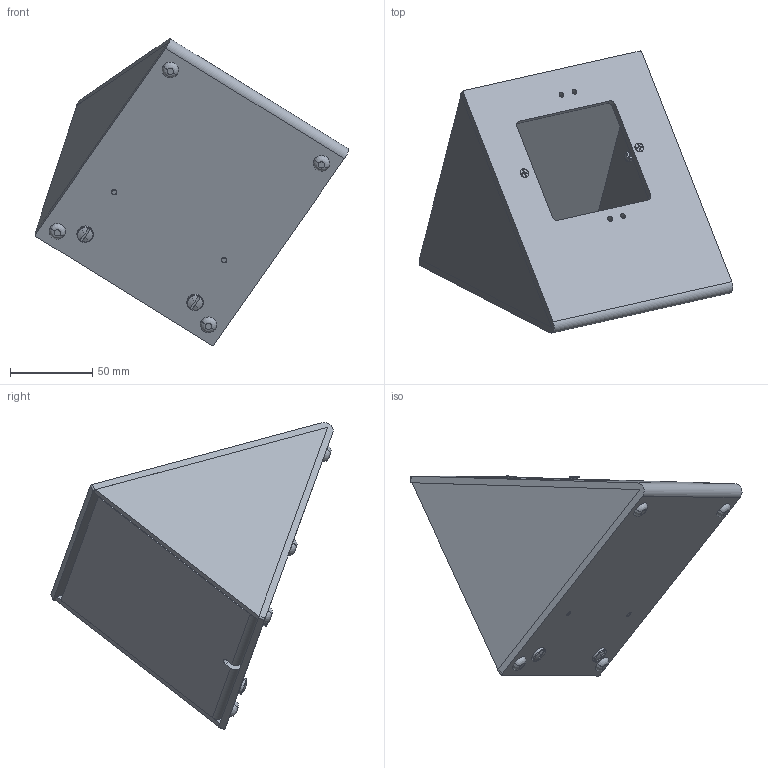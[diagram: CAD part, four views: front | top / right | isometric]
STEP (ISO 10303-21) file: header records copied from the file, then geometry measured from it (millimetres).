
FILE_DESCRIPTION(('CATIA V5 STEP Exchange'),'2;1');
FILE_NAME('VI-BASE1.stp','2024-03-21T09:25:11+00:00',('none'),('none'),'CATIA Version 5-6 Release 2016 SP6','CATIA V5 STEP AP203','none');
FILE_SCHEMA(('CONFIG_CONTROL_DESIGN'));
Length unit declared in the file: millimetre
Products named in the file (2): VI-BASE1; AS2462@
Assembly tree (10 placements, depth 3):
  VI-BASE1
    AS2462@
      #65
      #2315
      #3128  x2
    #3698  x2
    #4371  x2
    #5035
Bounding box: 190.66 x 171.6 x 186.59 mm (x, y, z)
Volume: 283304.1 mm3; surface area: 154213.1 mm2
Topology: 14 solids, 14 shells, 225 faces, 543 edges, 358 vertices
Faces by surface type: plane 107, cylinder 70, torus 20, cone 12, revolution 8, sphere 8
Entity records: 5051 total; most frequent: CARTESIAN_POINT 1163, ORIENTED_EDGE 794, DIRECTION 646, EDGE_CURVE 397, AXIS2_PLACEMENT_3D 299, VERTEX_POINT 260, VECTOR 208, LINE 208
